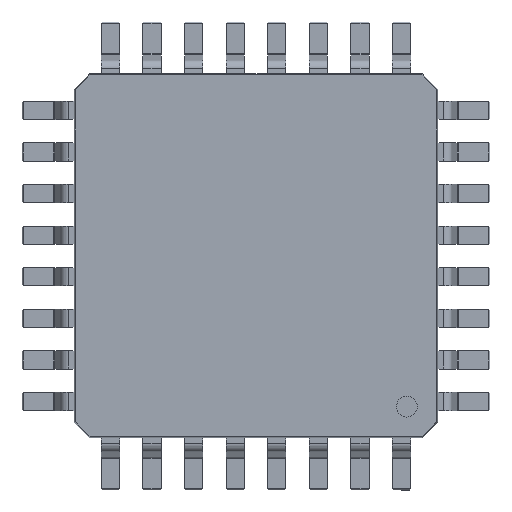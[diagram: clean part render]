
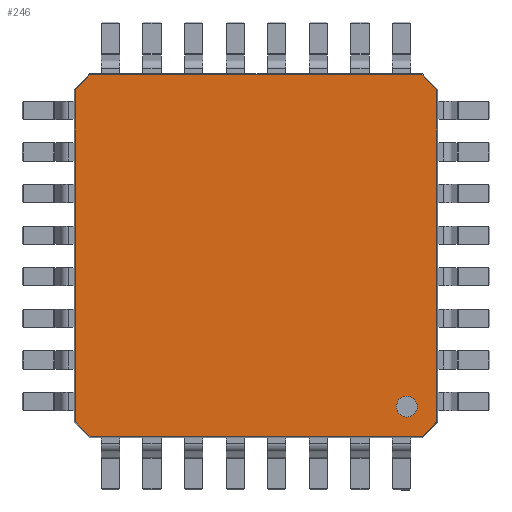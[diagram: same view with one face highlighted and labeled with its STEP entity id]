
A CAD part, top view. The second image highlights one B-rep face of the part: STEP entity #246.
In plain terms, the highlighted planar face has unit normal (0, 0, 1).
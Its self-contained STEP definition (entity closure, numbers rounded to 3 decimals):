
#67 = CARTESIAN_POINT ( 'NONE',  ( 3.48, 3.192, 1.6 ) ) ;
#75 = CARTESIAN_POINT ( 'NONE',  ( 3.48, 0., 1.6 ) ) ;
#86 = DIRECTION ( 'NONE',  ( 0., 0., -1. ) ) ;
#87 = CARTESIAN_POINT ( 'NONE',  ( -3.48, -3.192, 1.6 ) ) ;
#245 = LINE ( 'NONE', #4031, #2304 ) ;
#246 = ADVANCED_FACE ( 'NONE', ( #1008, #3162 ), #3239, .T. ) ;
#315 = AXIS2_PLACEMENT_3D ( 'NONE', #1491, #4327, #1880 ) ;
#374 = DIRECTION ( 'NONE',  ( 0.707, 0.707, 0. ) ) ;
#379 = CIRCLE ( 'NONE', #4232, 0.2 ) ;
#476 = DIRECTION ( 'NONE',  ( -0.707, 0.707, 0. ) ) ;
#488 = VECTOR ( 'NONE', #898, 1000. ) ;
#495 = LINE ( 'NONE', #2828, #2667 ) ;
#719 = VECTOR ( 'NONE', #3594, 1000. ) ;
#786 = CARTESIAN_POINT ( 'NONE',  ( 0., 0., 1.6 ) ) ;
#794 = VERTEX_POINT ( 'NONE', #1680 ) ;
#813 = ORIENTED_EDGE ( 'NONE', *, *, #981, .T. ) ;
#898 = DIRECTION ( 'NONE',  ( 0., 1., 0. ) ) ;
#909 = VERTEX_POINT ( 'NONE', #87 ) ;
#981 = EDGE_CURVE ( 'NONE', #2077, #909, #1864, .T. ) ;
#1008 = FACE_OUTER_BOUND ( 'NONE', #1908, .T. ) ;
#1144 = LINE ( 'NONE', #67, #1280 ) ;
#1215 = DIRECTION ( 'NONE',  ( 1., 0., 0. ) ) ;
#1280 = VECTOR ( 'NONE', #476, 1000. ) ;
#1298 = ORIENTED_EDGE ( 'NONE', *, *, #2204, .T. ) ;
#1415 = EDGE_CURVE ( 'NONE', #909, #2444, #4844, .T. ) ;
#1431 = EDGE_LOOP ( 'NONE', ( #2669, #4628 ) ) ;
#1443 = ORIENTED_EDGE ( 'NONE', *, *, #1884, .T. ) ;
#1491 = CARTESIAN_POINT ( 'NONE',  ( 2.9, -2.9, 1.6 ) ) ;
#1645 = CARTESIAN_POINT ( 'NONE',  ( -3.48, 0., 1.6 ) ) ;
#1680 = CARTESIAN_POINT ( 'NONE',  ( 3.192, 3.48, 1.6 ) ) ;
#1697 = LINE ( 'NONE', #2387, #719 ) ;
#1705 = CARTESIAN_POINT ( 'NONE',  ( 0., 3.48, 1.6 ) ) ;
#1749 = CARTESIAN_POINT ( 'NONE',  ( -3.48, -3.192, 1.6 ) ) ;
#1857 = ORIENTED_EDGE ( 'NONE', *, *, #4285, .T. ) ;
#1864 = LINE ( 'NONE', #1645, #5003 ) ;
#1880 = DIRECTION ( 'NONE',  ( -1., 0., 0. ) ) ;
#1884 = EDGE_CURVE ( 'NONE', #3628, #2077, #245, .T. ) ;
#1908 = EDGE_LOOP ( 'NONE', ( #1443, #813, #3669, #5068, #2358, #3302, #1298, #1857 ) ) ;
#1912 = VERTEX_POINT ( 'NONE', #2842 ) ;
#2052 = DIRECTION ( 'NONE',  ( 0., -1., 0. ) ) ;
#2077 = VERTEX_POINT ( 'NONE', #4923 ) ;
#2204 = EDGE_CURVE ( 'NONE', #4886, #794, #1144, .T. ) ;
#2304 = VECTOR ( 'NONE', #4430, 1000. ) ;
#2333 = VERTEX_POINT ( 'NONE', #3428 ) ;
#2358 = ORIENTED_EDGE ( 'NONE', *, *, #4759, .T. ) ;
#2387 = CARTESIAN_POINT ( 'NONE',  ( 0., -3.48, 1.6 ) ) ;
#2444 = VERTEX_POINT ( 'NONE', #2775 ) ;
#2532 = CARTESIAN_POINT ( 'NONE',  ( 2.9, -2.9, 1.6 ) ) ;
#2645 = CARTESIAN_POINT ( 'NONE',  ( -3.192, 3.48, 1.6 ) ) ;
#2667 = VECTOR ( 'NONE', #374, 1000. ) ;
#2669 = ORIENTED_EDGE ( 'NONE', *, *, #3774, .T. ) ;
#2775 = CARTESIAN_POINT ( 'NONE',  ( -3.192, -3.48, 1.6 ) ) ;
#2828 = CARTESIAN_POINT ( 'NONE',  ( 3.192, -3.48, 1.6 ) ) ;
#2842 = CARTESIAN_POINT ( 'NONE',  ( 3.1, -2.9, 1.6 ) ) ;
#2942 = DIRECTION ( 'NONE',  ( -1., 0., 0. ) ) ;
#2952 = EDGE_CURVE ( 'NONE', #2444, #3152, #1697, .T. ) ;
#3152 = VERTEX_POINT ( 'NONE', #4535 ) ;
#3162 = FACE_BOUND ( 'NONE', #1431, .T. ) ;
#3233 = CARTESIAN_POINT ( 'NONE',  ( 3.48, -3.192, 1.6 ) ) ;
#3239 = PLANE ( 'NONE',  #3990 ) ;
#3302 = ORIENTED_EDGE ( 'NONE', *, *, #4854, .T. ) ;
#3428 = CARTESIAN_POINT ( 'NONE',  ( 2.7, -2.9, 1.6 ) ) ;
#3594 = DIRECTION ( 'NONE',  ( 1., 0., 0. ) ) ;
#3600 = LINE ( 'NONE', #75, #488 ) ;
#3628 = VERTEX_POINT ( 'NONE', #2645 ) ;
#3643 = DIRECTION ( 'NONE',  ( 0., 0., 1. ) ) ;
#3669 = ORIENTED_EDGE ( 'NONE', *, *, #1415, .T. ) ;
#3764 = VECTOR ( 'NONE', #4611, 1000. ) ;
#3774 = EDGE_CURVE ( 'NONE', #2333, #1912, #3992, .T. ) ;
#3983 = VERTEX_POINT ( 'NONE', #3233 ) ;
#3990 = AXIS2_PLACEMENT_3D ( 'NONE', #786, #3643, #1215 ) ;
#3992 = CIRCLE ( 'NONE', #315, 0.2 ) ;
#4031 = CARTESIAN_POINT ( 'NONE',  ( -3.192, 3.48, 1.6 ) ) ;
#4061 = EDGE_CURVE ( 'NONE', #1912, #2333, #379, .T. ) ;
#4137 = DIRECTION ( 'NONE',  ( -1., 0., 0. ) ) ;
#4181 = CARTESIAN_POINT ( 'NONE',  ( 3.48, 3.192, 1.6 ) ) ;
#4232 = AXIS2_PLACEMENT_3D ( 'NONE', #2532, #86, #2942 ) ;
#4285 = EDGE_CURVE ( 'NONE', #794, #3628, #4791, .T. ) ;
#4327 = DIRECTION ( 'NONE',  ( 0., 0., -1. ) ) ;
#4406 = VECTOR ( 'NONE', #4137, 1000. ) ;
#4430 = DIRECTION ( 'NONE',  ( -0.707, -0.707, 0. ) ) ;
#4535 = CARTESIAN_POINT ( 'NONE',  ( 3.192, -3.48, 1.6 ) ) ;
#4611 = DIRECTION ( 'NONE',  ( 0.707, -0.707, 0. ) ) ;
#4628 = ORIENTED_EDGE ( 'NONE', *, *, #4061, .T. ) ;
#4759 = EDGE_CURVE ( 'NONE', #3152, #3983, #495, .T. ) ;
#4791 = LINE ( 'NONE', #1705, #4406 ) ;
#4844 = LINE ( 'NONE', #1749, #3764 ) ;
#4854 = EDGE_CURVE ( 'NONE', #3983, #4886, #3600, .T. ) ;
#4886 = VERTEX_POINT ( 'NONE', #4181 ) ;
#4923 = CARTESIAN_POINT ( 'NONE',  ( -3.48, 3.192, 1.6 ) ) ;
#5003 = VECTOR ( 'NONE', #2052, 1000. ) ;
#5068 = ORIENTED_EDGE ( 'NONE', *, *, #2952, .T. ) ;
